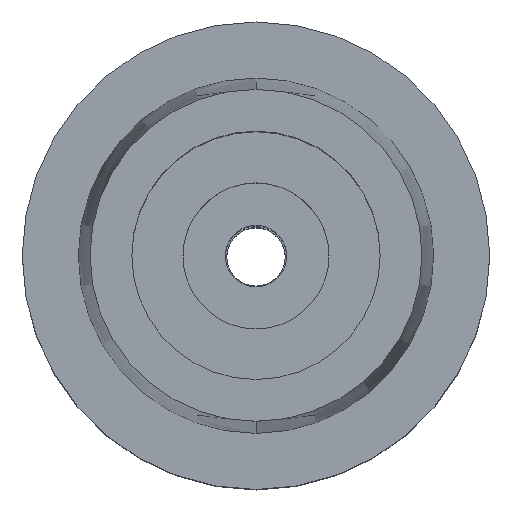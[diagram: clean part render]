
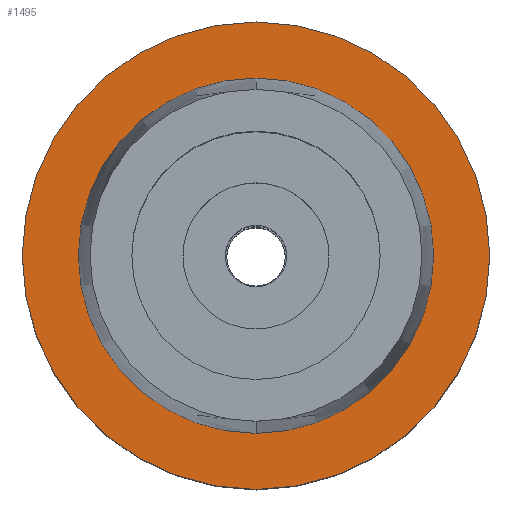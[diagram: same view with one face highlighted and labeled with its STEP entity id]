
A CAD part, top view. The second image highlights one B-rep face of the part: STEP entity #1495.
In plain terms, the highlighted planar face has unit normal (0, 0, 1).
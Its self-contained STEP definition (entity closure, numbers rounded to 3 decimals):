
#688=CARTESIAN_POINT('',(0.,0.,0.));
#689=DIRECTION('',(0.,0.,-1.));
#690=DIRECTION('',(0.,-1.,0.));
#691=AXIS2_PLACEMENT_3D('',#688,#689,#690);
#696=CARTESIAN_POINT('',(0.,0.,0.));
#697=DIRECTION('',(0.,0.,-1.));
#698=DIRECTION('',(0.,1.,0.));
#699=AXIS2_PLACEMENT_3D('',#696,#697,#698);
#704=CARTESIAN_POINT('',(0.,0.,0.));
#705=DIRECTION('',(0.,0.,1.));
#706=DIRECTION('',(0.,-1.,0.));
#707=AXIS2_PLACEMENT_3D('',#704,#705,#706);
#712=CARTESIAN_POINT('',(0.,0.,0.));
#713=DIRECTION('',(0.,0.,1.));
#714=DIRECTION('',(0.,1.,0.));
#715=AXIS2_PLACEMENT_3D('',#712,#713,#714);
#721=CARTESIAN_POINT('',(0.,12.16,0.));
#723=VERTEX_POINT('',#721);
#724=CARTESIAN_POINT('',(0.,-12.16,0.));
#725=VERTEX_POINT('',#724);
#828=CARTESIAN_POINT('',(0.,16.,0.));
#829=VERTEX_POINT('',#828);
#830=CARTESIAN_POINT('',(0.,-16.,0.));
#831=VERTEX_POINT('',#830);
#1482=CARTESIAN_POINT('',(0.,0.,0.));
#1483=DIRECTION('',(0.,0.,-1.));
#1484=DIRECTION('',(0.,-1.,0.));
#1485=AXIS2_PLACEMENT_3D('',#1482,#1483,#1484);
#1486=PLANE('',#1485);
#1487=ORIENTED_EDGE('',*,*,#1461,.T.);
#1488=ORIENTED_EDGE('',*,*,#1477,.T.);
#1489=EDGE_LOOP('',(#1487,#1488));
#1490=FACE_OUTER_BOUND('',#1489,.F.);
#1491=ORIENTED_EDGE('',*,*,#839,.T.);
#1492=ORIENTED_EDGE('',*,*,#857,.T.);
#1493=EDGE_LOOP('',(#1491,#1492));
#1494=FACE_BOUND('',#1493,.F.);
#692=CIRCLE('',#691,16.);
#700=CIRCLE('',#699,16.);
#708=CIRCLE('',#707,12.16);
#716=CIRCLE('',#715,12.16);
#839=EDGE_CURVE('',#725,#723,#708,.T.);
#857=EDGE_CURVE('',#723,#725,#716,.T.);
#1461=EDGE_CURVE('',#831,#829,#692,.T.);
#1477=EDGE_CURVE('',#829,#831,#700,.T.);
#1495=ADVANCED_FACE('',(#1490,#1494),#1486,.F.);
